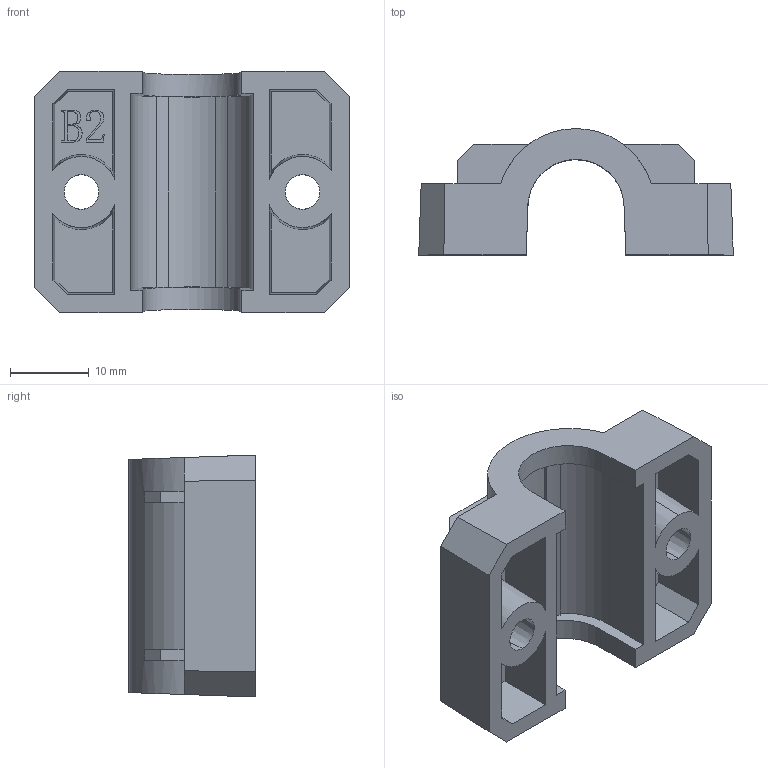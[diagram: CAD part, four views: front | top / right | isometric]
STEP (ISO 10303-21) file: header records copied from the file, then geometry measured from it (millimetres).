
FILE_DESCRIPTION (( 'STEP AP214' ), '1' );
FILE_NAME ('JXHSV06-01006-d base linear bearing2.step', '2023-01-05T07:12:21', ( '微软用户' ), ( '微软中国' ), 'SwSTEP 2.0', 'SolidWorks 2020', '' );
FILE_SCHEMA (( 'AUTOMOTIVE_DESIGN' ));
Length unit declared in the file: millimetre
Products named in the file (1): JXHSV06-01006-d base linear bearing2
Bounding box: 39.83 x 16 x 30.63 mm (x, y, z)
Volume: 6054.7 mm3; surface area: 5911.2 mm2
Topology: 1 solids, 1 shells, 135 faces, 369 edges, 246 vertices
Faces by surface type: plane 88, bspline 25, cone 14, cylinder 8
Entity records: 5779 total; most frequent: CARTESIAN_POINT 2232, ORIENTED_EDGE 738, DIRECTION 537, EDGE_CURVE 369, VECTOR 259, LINE 259, VERTEX_POINT 246, EDGE_LOOP 149
